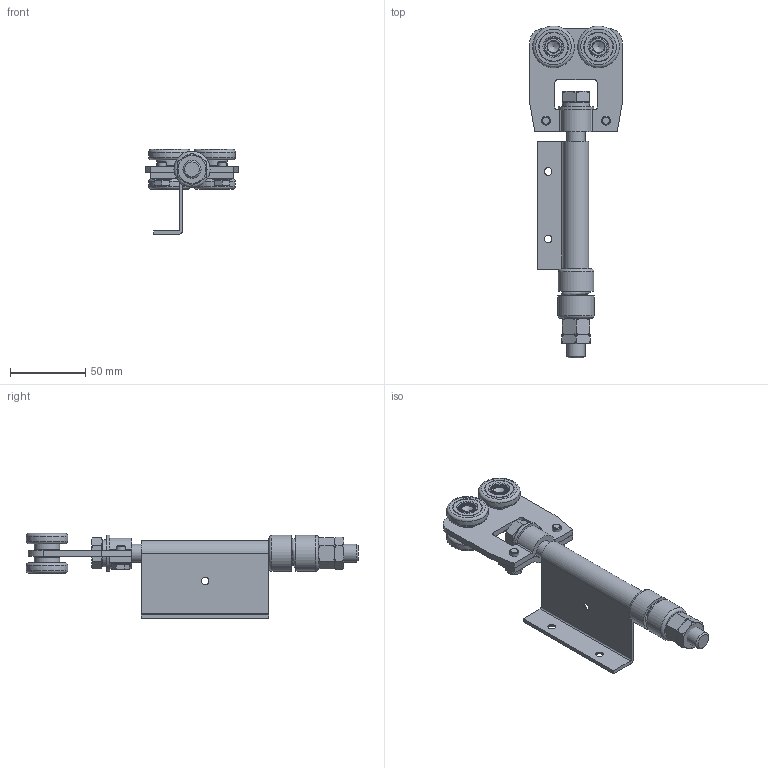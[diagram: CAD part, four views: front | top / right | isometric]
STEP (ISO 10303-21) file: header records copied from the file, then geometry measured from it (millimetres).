
FILE_DESCRIPTION(/* description */ (''),/* implementation_level */ '2;1');
FILE_NAME(/* name */ '9332E.stp',/* time_stamp */ '2022-05-30T13:16:09+02:00',/* author */ ('SIMMETF'),/* organization */ (''),/* preprocessor_version */ 'ST-DEVELOPER v18.1',/* originating_system */ 'Autodesk Inventor 2021',/* authorisation */ '');
FILE_SCHEMA (('AUTOMOTIVE_DESIGN { 1 0 10303 214 3 1 1 }'));
Length unit declared in the file: millimetre
Products named in the file (1): Pièce2
Bounding box: 62 x 221.15 x 56.8 mm (x, y, z)
Volume: 91131.3 mm3; surface area: 72318.2 mm2
Topology: 85 solids, 85 shells, 536 faces, 1290 edges, 834 vertices
Faces by surface type: plane 198, cylinder 173, cone 78, sphere 52, torus 30, bspline 5
Full cylindrical faces by diameter (mm): 4.917 x2, 5 x3, 6 x2, 6.2 x4, 7.8 x4, 8.88 x2, 9.9 x4, 10.1 x4, 10.106 x2, 12 x5, 12.05 x8, 12.1 x1, 12.3 x2, 12.5 x1, 16.63 x1, 17 x4, 18 x1, 19 x8, 19.8 x8, 20 x2, 24 x3
Entity records: 16983 total; most frequent: CARTESIAN_POINT 3927, DIRECTION 2745, ORIENTED_EDGE 2364, EDGE_CURVE 1182, AXIS2_PLACEMENT_3D 1106, VERTEX_POINT 834, EDGE_LOOP 622, STYLED_ITEM 583
